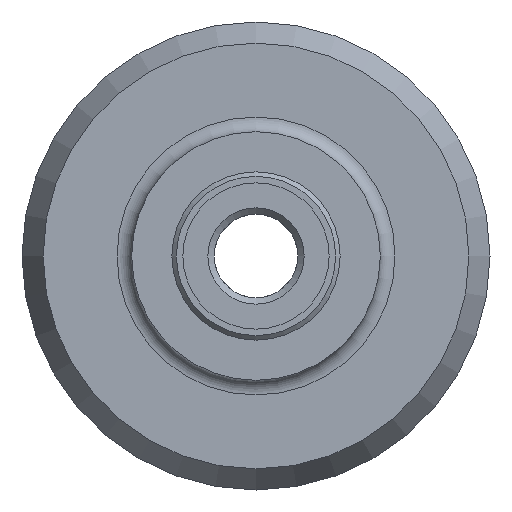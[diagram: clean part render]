
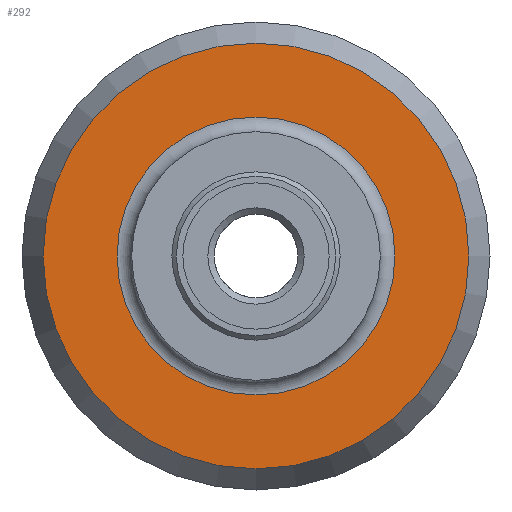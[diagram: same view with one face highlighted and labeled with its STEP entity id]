
A CAD part, front view. The second image highlights one B-rep face of the part: STEP entity #292.
In plain terms, the highlighted planar face has unit normal (0, -1, 0).
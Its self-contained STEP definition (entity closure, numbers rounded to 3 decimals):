
#50=ORIENTED_EDGE('',*,*,#101,.F.);
#51=ORIENTED_EDGE('',*,*,#102,.T.);
#101=EDGE_CURVE('',#127,#127,#155,.T.);
#102=EDGE_CURVE('',#128,#128,#156,.T.);
#127=VERTEX_POINT('',#507);
#128=VERTEX_POINT('',#509);
#155=CIRCLE('',#339,19.);
#156=CIRCLE('',#340,29.113);
#182=EDGE_LOOP('',(#50));
#183=EDGE_LOOP('',(#51));
#234=FACE_BOUND('',#182,.T.);
#235=FACE_BOUND('',#183,.T.);
#283=PLANE('',#338);
#292=ADVANCED_FACE('',(#234,#235),#283,.F.);
#338=AXIS2_PLACEMENT_3D('',#505,#400,#401);
#339=AXIS2_PLACEMENT_3D('',#506,#402,#403);
#340=AXIS2_PLACEMENT_3D('',#508,#404,#405);
#400=DIRECTION('',(0.,1.,0.));
#401=DIRECTION('',(0.,0.,1.));
#402=DIRECTION('',(0.,-1.,0.));
#403=DIRECTION('',(0.,0.,-1.));
#404=DIRECTION('',(0.,-1.,0.));
#405=DIRECTION('',(0.,0.,-1.));
#505=CARTESIAN_POINT('',(32.,55.,0.));
#506=CARTESIAN_POINT('',(0.,55.,0.));
#507=CARTESIAN_POINT('',(0.,55.,-19.));
#508=CARTESIAN_POINT('',(0.,55.,0.));
#509=CARTESIAN_POINT('',(0.,55.,-29.113));
